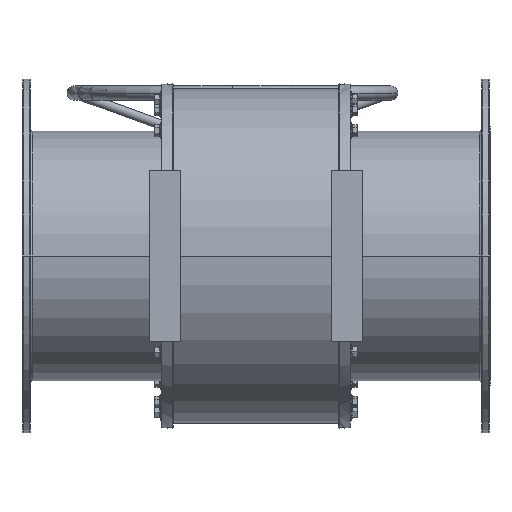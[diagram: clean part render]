
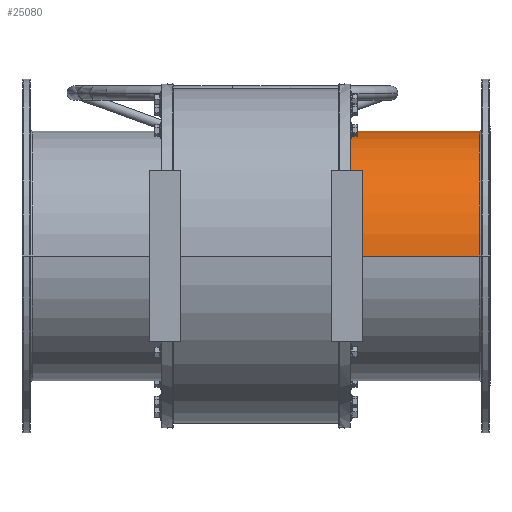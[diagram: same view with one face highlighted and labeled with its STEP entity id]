
A CAD part, front view. The second image highlights one B-rep face of the part: STEP entity #25080.
In plain terms, the highlighted cylindrical face has radius 264.5 mm (diameter 529 mm), a partial arc.
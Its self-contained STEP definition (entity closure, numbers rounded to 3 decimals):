
#533 = AXIS2_PLACEMENT_3D ( 'NONE', #10112, #26916, #9709 ) ;
#2150 = CARTESIAN_POINT ( 'NONE',  ( -495.5, 264.5, 0. ) ) ;
#4244 = CARTESIAN_POINT ( 'NONE',  ( 473.5, 0., 0. ) ) ;
#4312 = ORIENTED_EDGE ( 'NONE', *, *, #20912, .F. ) ;
#4650 = VECTOR ( 'NONE', #8828, 1000. ) ;
#4936 = CARTESIAN_POINT ( 'NONE',  ( 473.5, -264.5, 0. ) ) ;
#5723 = CARTESIAN_POINT ( 'NONE',  ( -495.5, 0., 0. ) ) ;
#5949 = EDGE_CURVE ( 'NONE', #16020, #26020, #12530, .T. ) ;
#6941 = DIRECTION ( 'NONE',  ( -1., 0., 0. ) ) ;
#7408 = FACE_OUTER_BOUND ( 'NONE', #18333, .T. ) ;
#7769 = CARTESIAN_POINT ( 'NONE',  ( 200., 264.5, 0. ) ) ;
#7847 = AXIS2_PLACEMENT_3D ( 'NONE', #4244, #12737, #21204 ) ;
#8828 = DIRECTION ( 'NONE',  ( -1., 0., 0. ) ) ;
#8897 = CARTESIAN_POINT ( 'NONE',  ( -495.5, -264.5, 0. ) ) ;
#9092 = EDGE_CURVE ( 'NONE', #17896, #16020, #18979, .T. ) ;
#9709 = DIRECTION ( 'NONE',  ( 0., 0., -1. ) ) ;
#9762 = AXIS2_PLACEMENT_3D ( 'NONE', #5723, #17084, #23884 ) ;
#10112 = CARTESIAN_POINT ( 'NONE',  ( 200., 0., 0. ) ) ;
#12530 = CIRCLE ( 'NONE', #533, 264.5 ) ;
#12724 = CARTESIAN_POINT ( 'NONE',  ( 200., -264.5, 0. ) ) ;
#12737 = DIRECTION ( 'NONE',  ( -1., 0., 0. ) ) ;
#13016 = VECTOR ( 'NONE', #6941, 1000. ) ;
#15433 = CARTESIAN_POINT ( 'NONE',  ( 473.5, 264.5, 0. ) ) ;
#16020 = VERTEX_POINT ( 'NONE', #7769 ) ;
#16232 = ORIENTED_EDGE ( 'NONE', *, *, #22939, .T. ) ;
#17084 = DIRECTION ( 'NONE',  ( -1., 0., 0. ) ) ;
#17896 = VERTEX_POINT ( 'NONE', #15433 ) ;
#18333 = EDGE_LOOP ( 'NONE', ( #16232, #19092, #27369, #4312 ) ) ;
#18979 = LINE ( 'NONE', #2150, #4650 ) ;
#19092 = ORIENTED_EDGE ( 'NONE', *, *, #9092, .T. ) ;
#20328 = CYLINDRICAL_SURFACE ( 'NONE', #9762, 264.5 ) ;
#20912 = EDGE_CURVE ( 'NONE', #24436, #26020, #25979, .T. ) ;
#21204 = DIRECTION ( 'NONE',  ( 0., 1., 0. ) ) ;
#22057 = CIRCLE ( 'NONE', #7847, 264.5 ) ;
#22939 = EDGE_CURVE ( 'NONE', #24436, #17896, #22057, .T. ) ;
#23884 = DIRECTION ( 'NONE',  ( 0., -1., 0. ) ) ;
#24436 = VERTEX_POINT ( 'NONE', #4936 ) ;
#25080 = ADVANCED_FACE ( 'NONE', ( #7408 ), #20328, .T. ) ;
#25979 = LINE ( 'NONE', #8897, #13016 ) ;
#26020 = VERTEX_POINT ( 'NONE', #12724 ) ;
#26916 = DIRECTION ( 'NONE',  ( 1., 0., 0. ) ) ;
#27369 = ORIENTED_EDGE ( 'NONE', *, *, #5949, .T. ) ;
